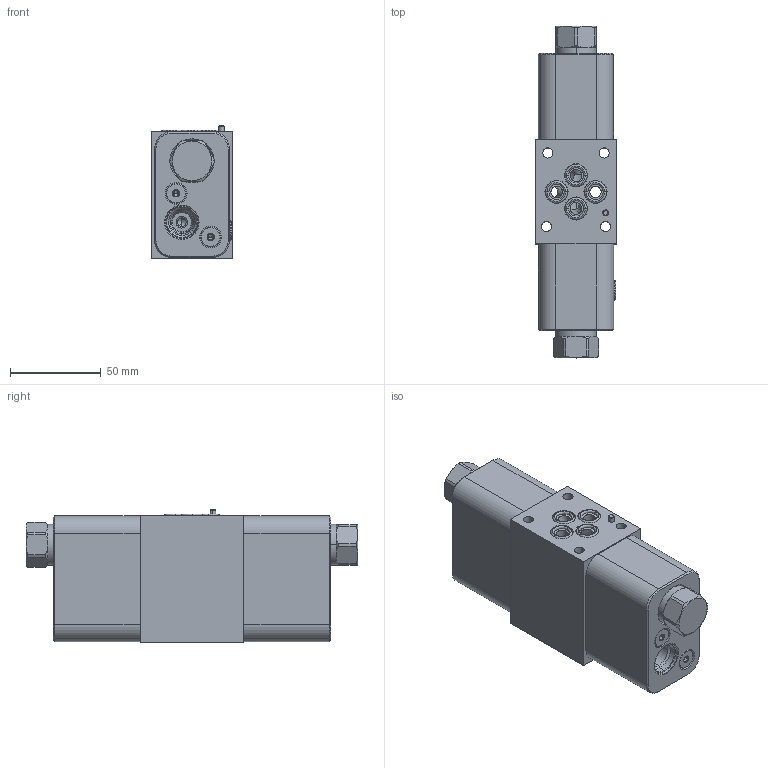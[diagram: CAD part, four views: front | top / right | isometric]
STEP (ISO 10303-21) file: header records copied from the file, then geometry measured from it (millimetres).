
FILE_DESCRIPTION((''),'2;1');
FILE_NAME('U3X_ASM','2024-04-01T',('ProEService'),(''),'PRO/ENGINEER BY PARAMETRIC TECHNOLOGY CORPORATION, 2014200','PRO/ENGINEER BY PARAMETRIC TECHNOLOGY CORPORATION, 2014200','');
FILE_SCHEMA(('CONFIG_CONTROL_DESIGN'));
Length unit declared in the file: inch
Products named in the file (6): 171-828; DKDSXHN; A330-006-002; 811-001-006; 500-001-012; U3X_ASM
Assembly tree (12 placements, depth 2):
  U3X_ASM
    171-828
    DKDSXHN  x2
    A330-006-002  x4
    811-001-006
    500-001-012  x4
Bounding box: 44.45 x 182.52 x 72.92 mm (x, y, z)
Volume: 421643.8 mm3; surface area: 83860.1 mm2
Topology: 20 solids, 20 shells, 750 faces, 2093 edges, 1585 vertices
Faces by surface type: cylinder 269, cone 193, plane 174, torus 60, revolution 48, sphere 6
Entity records: 19177 total; most frequent: CARTESIAN_POINT 6359, DIRECTION 2748, ORIENTED_EDGE 2218, EDGE_CURVE 1109, AXIS2_PLACEMENT_3D 990, VECTOR 748, LINE 748, VERTEX_POINT 678
